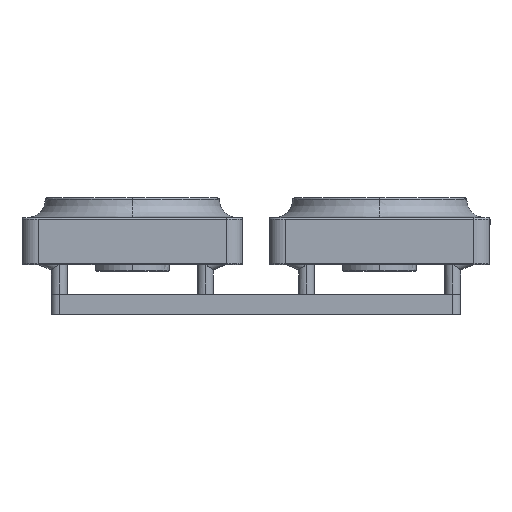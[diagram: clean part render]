
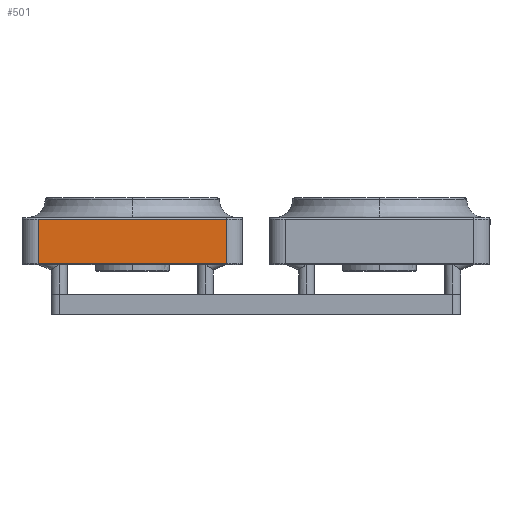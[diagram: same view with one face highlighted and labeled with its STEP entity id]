
A CAD part, left-side view. The second image highlights one B-rep face of the part: STEP entity #501.
In plain terms, the highlighted planar face has unit normal (-1, 0, 0).
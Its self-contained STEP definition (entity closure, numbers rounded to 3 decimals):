
#178=(
BOUNDED_CURVE()
B_SPLINE_CURVE(2,(#9892,#9893,#9894),.UNSPECIFIED.,.F.,.F.)
B_SPLINE_CURVE_WITH_KNOTS((3,3),(0.,14.1),.UNSPECIFIED.)
CURVE()
GEOMETRIC_REPRESENTATION_ITEM()
RATIONAL_B_SPLINE_CURVE((1.,1.,1.))
REPRESENTATION_ITEM('')
);
#179=(
BOUNDED_CURVE()
B_SPLINE_CURVE(2,(#9897,#9898,#9899),.UNSPECIFIED.,.F.,.F.)
B_SPLINE_CURVE_WITH_KNOTS((3,3),(-14.1,0.),.UNSPECIFIED.)
CURVE()
GEOMETRIC_REPRESENTATION_ITEM()
RATIONAL_B_SPLINE_CURVE((1.,1.,1.))
REPRESENTATION_ITEM('')
);
#501=ADVANCED_FACE('',(#763),#3885,.T.);
#763=FACE_OUTER_BOUND('',#1053,.T.);
#1053=EDGE_LOOP('',(#2040,#2041,#2042,#2043));
#2040=ORIENTED_EDGE('',*,*,#2680,.F.);
#2041=ORIENTED_EDGE('',*,*,#2679,.F.);
#2042=ORIENTED_EDGE('',*,*,#2678,.F.);
#2043=ORIENTED_EDGE('',*,*,#2677,.F.);
#2677=EDGE_CURVE('',#3604,#3635,#3318,.T.);
#2678=EDGE_CURVE('',#3635,#3636,#178,.T.);
#2679=EDGE_CURVE('',#3636,#3637,#3319,.T.);
#2680=EDGE_CURVE('',#3637,#3604,#179,.T.);
#3318=B_SPLINE_CURVE_WITH_KNOTS('',1,(#9890,#9891),.UNSPECIFIED.,.F.,.F.,
(2,2),(0.,3.8),.UNSPECIFIED.);
#3319=B_SPLINE_CURVE_WITH_KNOTS('',1,(#9895,#9896),.UNSPECIFIED.,.F.,.F.,
(2,2),(-3.8,0.),.UNSPECIFIED.);
#3604=VERTEX_POINT('',#9250);
#3635=VERTEX_POINT('',#9281);
#3636=VERTEX_POINT('',#9282);
#3637=VERTEX_POINT('',#9283);
#3885=PLANE('',#4377);
#4377=AXIS2_PLACEMENT_3D('',#8823,#4863,$);
#4863=DIRECTION('',(-1.,0.,0.));
#8823=CARTESIAN_POINT('',(-8.25,-7.05,3.9));
#9250=CARTESIAN_POINT('',(-8.25,-7.05,3.9));
#9281=CARTESIAN_POINT('',(-8.25,-7.05,0.6));
#9282=CARTESIAN_POINT('',(-8.25,7.05,0.6));
#9283=CARTESIAN_POINT('',(-8.25,7.05,3.9));
#9890=CARTESIAN_POINT('',(-8.25,-7.05,3.9));
#9891=CARTESIAN_POINT('',(-8.25,-7.05,0.6));
#9892=CARTESIAN_POINT('',(-8.25,-7.05,0.6));
#9893=CARTESIAN_POINT('',(-8.25,0.,0.6));
#9894=CARTESIAN_POINT('',(-8.25,7.05,0.6));
#9895=CARTESIAN_POINT('',(-8.25,7.05,0.6));
#9896=CARTESIAN_POINT('',(-8.25,7.05,3.9));
#9897=CARTESIAN_POINT('',(-8.25,7.05,3.9));
#9898=CARTESIAN_POINT('',(-8.25,0.,3.9));
#9899=CARTESIAN_POINT('',(-8.25,-7.05,3.9));
